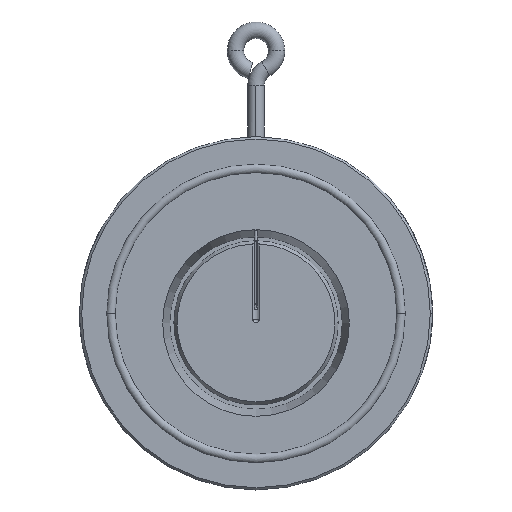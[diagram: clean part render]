
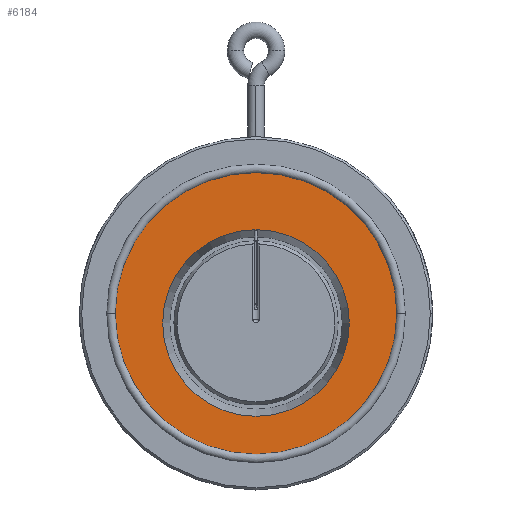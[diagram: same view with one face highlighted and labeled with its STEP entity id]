
A CAD part, top view. The second image highlights one B-rep face of the part: STEP entity #6184.
In plain terms, the highlighted planar face has unit normal (0, 0, 1).
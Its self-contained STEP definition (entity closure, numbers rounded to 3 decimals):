
#32 = CARTESIAN_POINT ( 'NONE',  ( 0., -37.599, 0. ) ) ;
#197 = CIRCLE ( 'NONE', #3850, 34.099 ) ;
#773 = CARTESIAN_POINT ( 'NONE',  ( 0., 0., 0. ) ) ;
#974 = CIRCLE ( 'NONE', #8298, 51.47 ) ;
#1492 = DIRECTION ( 'NONE',  ( 0., -1., 0. ) ) ;
#2007 = DIRECTION ( 'NONE',  ( 0., 0., 1. ) ) ;
#2135 = FACE_BOUND ( 'NONE', #8241, .T. ) ;
#2225 = DIRECTION ( 'NONE',  ( 0., 0., 1. ) ) ;
#2232 = ORIENTED_EDGE ( 'NONE', *, *, #7294, .T. ) ;
#2233 = EDGE_CURVE ( 'NONE', #8269, #7855, #8316, .T. ) ;
#2375 = ORIENTED_EDGE ( 'NONE', *, *, #5451, .T. ) ;
#3075 = VERTEX_POINT ( 'NONE', #7072 ) ;
#3085 = CARTESIAN_POINT ( 'NONE',  ( -51.47, 0., 0. ) ) ;
#3243 = VERTEX_POINT ( 'NONE', #3085 ) ;
#3565 = EDGE_LOOP ( 'NONE', ( #2232, #2375 ) ) ;
#3730 = CARTESIAN_POINT ( 'NONE',  ( 0., 0., 0. ) ) ;
#3850 = AXIS2_PLACEMENT_3D ( 'NONE', #4061, #2225, #7405 ) ;
#4061 = CARTESIAN_POINT ( 'NONE',  ( 0., -3.5, 0. ) ) ;
#4335 = DIRECTION ( 'NONE',  ( 0., 0., 1. ) ) ;
#4362 = AXIS2_PLACEMENT_3D ( 'NONE', #7524, #7436, #8070 ) ;
#4694 = PLANE ( 'NONE',  #5620 ) ;
#5265 = ORIENTED_EDGE ( 'NONE', *, *, #6744, .F. ) ;
#5451 = EDGE_CURVE ( 'NONE', #3243, #3075, #974, .T. ) ;
#5620 = AXIS2_PLACEMENT_3D ( 'NONE', #773, #7313, #1492 ) ;
#5666 = DIRECTION ( 'NONE',  ( 1., 0., 0. ) ) ;
#5853 = ORIENTED_EDGE ( 'NONE', *, *, #2233, .F. ) ;
#5857 = DIRECTION ( 'NONE',  ( 1., 0., 0. ) ) ;
#5982 = FACE_OUTER_BOUND ( 'NONE', #3565, .T. ) ;
#6184 = ADVANCED_FACE ( 'NONE', ( #5982, #2135 ), #4694, .F. ) ;
#6219 = CARTESIAN_POINT ( 'NONE',  ( 0., 30.599, 0. ) ) ;
#6744 = EDGE_CURVE ( 'NONE', #7855, #8269, #197, .T. ) ;
#6963 = CARTESIAN_POINT ( 'NONE',  ( 0., 0., 0. ) ) ;
#7072 = CARTESIAN_POINT ( 'NONE',  ( 51.47, 0., 0. ) ) ;
#7294 = EDGE_CURVE ( 'NONE', #3075, #3243, #8341, .T. ) ;
#7313 = DIRECTION ( 'NONE',  ( 0., 0., -1. ) ) ;
#7405 = DIRECTION ( 'NONE',  ( 0., -1., 0. ) ) ;
#7436 = DIRECTION ( 'NONE',  ( 0., 0., 1. ) ) ;
#7524 = CARTESIAN_POINT ( 'NONE',  ( 0., -3.5, 0. ) ) ;
#7855 = VERTEX_POINT ( 'NONE', #32 ) ;
#7934 = AXIS2_PLACEMENT_3D ( 'NONE', #6963, #4335, #5666 ) ;
#8070 = DIRECTION ( 'NONE',  ( 0., -1., 0. ) ) ;
#8241 = EDGE_LOOP ( 'NONE', ( #5265, #5853 ) ) ;
#8269 = VERTEX_POINT ( 'NONE', #6219 ) ;
#8298 = AXIS2_PLACEMENT_3D ( 'NONE', #3730, #2007, #5857 ) ;
#8316 = CIRCLE ( 'NONE', #4362, 34.099 ) ;
#8341 = CIRCLE ( 'NONE', #7934, 51.47 ) ;
